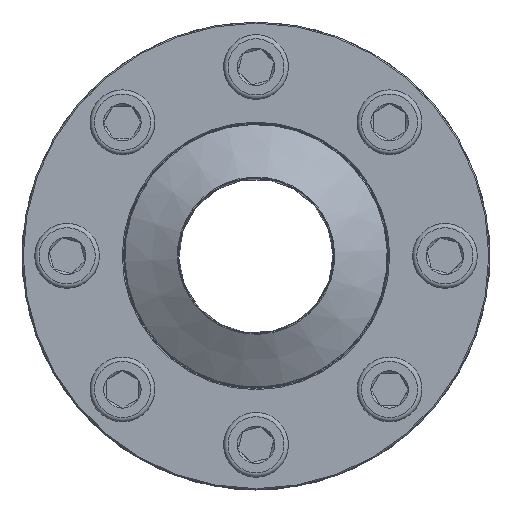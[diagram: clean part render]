
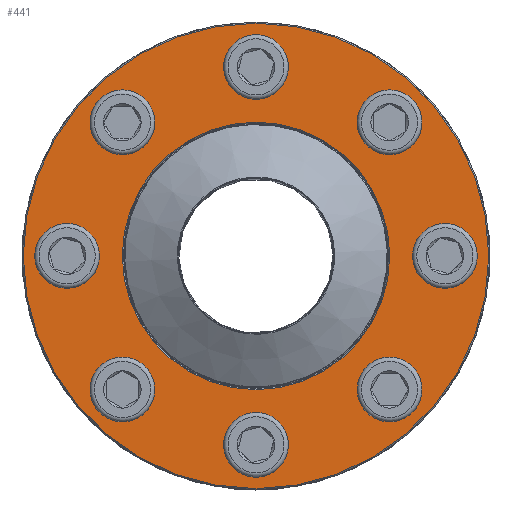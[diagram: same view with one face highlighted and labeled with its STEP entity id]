
A CAD part, top view. The second image highlights one B-rep face of the part: STEP entity #441.
In plain terms, the highlighted planar face has unit normal (0, 0, 1).
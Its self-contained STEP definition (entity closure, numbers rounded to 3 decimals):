
#411=PLANE('',#1738);
#441=ADVANCED_FACE('',(#588,#589,#590,#591,#592,#593,#594,#595,#596,#597),
#411,.T.);
#588=FACE_BOUND('',#769,.T.);
#589=FACE_BOUND('',#770,.T.);
#590=FACE_BOUND('',#771,.T.);
#591=FACE_BOUND('',#772,.T.);
#592=FACE_BOUND('',#773,.T.);
#593=FACE_BOUND('',#774,.T.);
#594=FACE_BOUND('',#775,.T.);
#595=FACE_BOUND('',#776,.T.);
#596=FACE_BOUND('',#777,.T.);
#597=FACE_BOUND('',#778,.T.);
#769=EDGE_LOOP('',(#981));
#770=EDGE_LOOP('',(#982));
#771=EDGE_LOOP('',(#983));
#772=EDGE_LOOP('',(#984));
#773=EDGE_LOOP('',(#985));
#774=EDGE_LOOP('',(#986));
#775=EDGE_LOOP('',(#987));
#776=EDGE_LOOP('',(#988));
#777=EDGE_LOOP('',(#989));
#778=EDGE_LOOP('',(#990));
#981=ORIENTED_EDGE('',*,*,#1442,.T.);
#982=ORIENTED_EDGE('',*,*,#1443,.T.);
#983=ORIENTED_EDGE('',*,*,#1444,.T.);
#984=ORIENTED_EDGE('',*,*,#1445,.T.);
#985=ORIENTED_EDGE('',*,*,#1446,.T.);
#986=ORIENTED_EDGE('',*,*,#1447,.T.);
#987=ORIENTED_EDGE('',*,*,#1448,.T.);
#988=ORIENTED_EDGE('',*,*,#1449,.T.);
#989=ORIENTED_EDGE('',*,*,#1450,.T.);
#990=ORIENTED_EDGE('',*,*,#1451,.T.);
#1313=VERTEX_POINT('',#2526);
#1314=VERTEX_POINT('',#2528);
#1315=VERTEX_POINT('',#2530);
#1316=VERTEX_POINT('',#2532);
#1317=VERTEX_POINT('',#2534);
#1318=VERTEX_POINT('',#2536);
#1319=VERTEX_POINT('',#2538);
#1320=VERTEX_POINT('',#2540);
#1321=VERTEX_POINT('',#2542);
#1322=VERTEX_POINT('',#2544);
#1442=EDGE_CURVE('',#1313,#1313,#1608,.T.);
#1443=EDGE_CURVE('',#1314,#1314,#1609,.T.);
#1444=EDGE_CURVE('',#1315,#1315,#1610,.T.);
#1445=EDGE_CURVE('',#1316,#1316,#1611,.T.);
#1446=EDGE_CURVE('',#1317,#1317,#1612,.T.);
#1447=EDGE_CURVE('',#1318,#1318,#1613,.T.);
#1448=EDGE_CURVE('',#1319,#1319,#1614,.T.);
#1449=EDGE_CURVE('',#1320,#1320,#1615,.T.);
#1450=EDGE_CURVE('',#1321,#1321,#1616,.T.);
#1451=EDGE_CURVE('',#1322,#1322,#1617,.T.);
#1608=CIRCLE('',#1728,19.5);
#1609=CIRCLE('',#1729,19.5);
#1610=CIRCLE('',#1730,19.5);
#1611=CIRCLE('',#1731,19.5);
#1612=CIRCLE('',#1732,19.5);
#1613=CIRCLE('',#1733,19.5);
#1614=CIRCLE('',#1734,19.5);
#1615=CIRCLE('',#1735,19.5);
#1616=CIRCLE('',#1736,194.);
#1617=CIRCLE('',#1737,111.5);
#1728=AXIS2_PLACEMENT_3D('',#2525,#1991,#1992);
#1729=AXIS2_PLACEMENT_3D('',#2527,#1993,#1994);
#1730=AXIS2_PLACEMENT_3D('',#2529,#1995,#1996);
#1731=AXIS2_PLACEMENT_3D('',#2531,#1997,#1998);
#1732=AXIS2_PLACEMENT_3D('',#2533,#1999,#2000);
#1733=AXIS2_PLACEMENT_3D('',#2535,#2001,#2002);
#1734=AXIS2_PLACEMENT_3D('',#2537,#2003,#2004);
#1735=AXIS2_PLACEMENT_3D('',#2539,#2005,#2006);
#1736=AXIS2_PLACEMENT_3D('',#2541,#2007,#2008);
#1737=AXIS2_PLACEMENT_3D('',#2543,#2009,#2010);
#1738=AXIS2_PLACEMENT_3D('',#2545,#2011,#2012);
#1991=DIRECTION('',(0.,0.,-1.));
#1992=DIRECTION('',(1.,0.,0.));
#1993=DIRECTION('',(0.,0.,-1.));
#1994=DIRECTION('',(1.,0.,0.));
#1995=DIRECTION('',(0.,0.,-1.));
#1996=DIRECTION('',(1.,0.,0.));
#1997=DIRECTION('',(0.,0.,-1.));
#1998=DIRECTION('',(1.,0.,0.));
#1999=DIRECTION('',(0.,0.,-1.));
#2000=DIRECTION('',(1.,0.,0.));
#2001=DIRECTION('',(0.,0.,-1.));
#2002=DIRECTION('',(1.,0.,0.));
#2003=DIRECTION('',(0.,0.,-1.));
#2004=DIRECTION('',(1.,0.,0.));
#2005=DIRECTION('',(0.,0.,-1.));
#2006=DIRECTION('',(1.,0.,0.));
#2007=DIRECTION('',(0.,0.,1.));
#2008=DIRECTION('',(1.,0.,0.));
#2009=DIRECTION('',(0.,0.,-1.));
#2010=DIRECTION('',(1.,0.,0.));
#2011=DIRECTION('',(0.,0.,1.));
#2012=DIRECTION('',(1.,0.,0.));
#2525=CARTESIAN_POINT('',(-157.5,0.,86.));
#2526=CARTESIAN_POINT('',(-138.,0.,86.));
#2527=CARTESIAN_POINT('',(-111.369,111.369,86.));
#2528=CARTESIAN_POINT('',(-91.869,111.369,86.));
#2529=CARTESIAN_POINT('',(0.,157.5,86.));
#2530=CARTESIAN_POINT('',(19.5,157.5,86.));
#2531=CARTESIAN_POINT('',(111.369,111.369,86.));
#2532=CARTESIAN_POINT('',(130.869,111.369,86.));
#2533=CARTESIAN_POINT('',(157.5,0.,86.));
#2534=CARTESIAN_POINT('',(177.,0.,86.));
#2535=CARTESIAN_POINT('',(111.369,-111.369,86.));
#2536=CARTESIAN_POINT('',(130.869,-111.369,86.));
#2537=CARTESIAN_POINT('',(0.,-157.5,86.));
#2538=CARTESIAN_POINT('',(19.5,-157.5,86.));
#2539=CARTESIAN_POINT('',(-111.369,-111.369,86.));
#2540=CARTESIAN_POINT('',(-91.869,-111.369,86.));
#2541=CARTESIAN_POINT('',(0.,0.,86.));
#2542=CARTESIAN_POINT('',(194.,0.,86.));
#2543=CARTESIAN_POINT('',(0.,0.,86.));
#2544=CARTESIAN_POINT('',(111.5,0.,86.));
#2545=CARTESIAN_POINT('',(0.,0.,86.));
